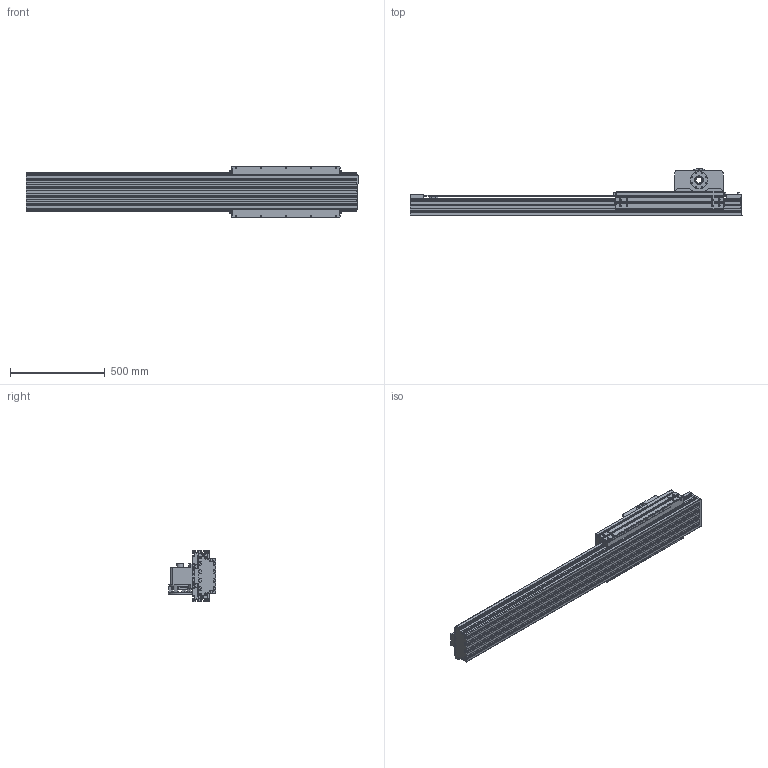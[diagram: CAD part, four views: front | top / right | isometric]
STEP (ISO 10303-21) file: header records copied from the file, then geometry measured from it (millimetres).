
FILE_DESCRIPTION(/* description */ ('STEP AP214','CAx-IF Rec.Pracs.---Representation and Presentation of Product Manufacturing Information (PMI)---4.0---2014-10-13'),/* implementation_level */ '2;1');
FILE_NAME(/* name */ '827.HHL CAD FILE.stp',/* time_stamp */ '2022-07-06T16:48:15+02:00',/* author */ ('Ufficio Tecnico'),/* organization */ (''),/* preprocessor_version */ 'ST-DEVELOPER v18.1',/* originating_system */ 'Autodesk Inventor 2022',/* authorisation */ '');
FILE_SCHEMA (('AP242_MANAGED_MODEL_BASED_3D_ENGINEERING_MIM_LF { 1 0 10303 442 1 1 4 }'));
Products named in the file (7): 827.HHL CAD FILE; Profilo 826.HHL; Carrello 826.HHL; Coperchio 826.HHL; Corpo motore 827.HHL; Flangia riduttore 827.HHL; Calettatore 827.HHL
Assembly tree (6 placements, depth 2):
  827.HHL CAD FILE
    Profilo 826.HHL
    Carrello 826.HHL
    Coperchio 826.HHL
    Corpo motore 827.HHL
    Flangia riduttore 827.HHL
    Calettatore 827.HHL
Bounding box: 1755 x 250.19 x 270 mm (x, y, z)
Volume: 33428403.6 mm3; surface area: 3335034.7 mm2
Topology: 7 solids, 7 shells, 3224 faces, 8892 edges, 5855 vertices
Faces by surface type: plane 2069, cylinder 1012, torus 72, cone 41, sphere 16, bspline 14
Full cylindrical faces by diameter (mm): 4 x4, 5 x4, 5.5 x24, 6 x44, 7 x8, 7.5 x4, 8 x8, 8.5 x40, 9 x12, 9.5 x16, 10.5 x12, 15 x2, 16 x2, 20 x4, 21 x4, 32 x1, 36 x3, 40 x3, 46 x1, 72 x2, 77 x1, 91 x1, 92 x1, 93 x2, 122 x1, 125 x1
Entity records: 107688 total; most frequent: CARTESIAN_POINT 20491, ORIENTED_EDGE 17760, DIRECTION 17669, EDGE_CURVE 8880, LINE 6309, VECTOR 6309, VERTEX_POINT 5855, AXIS2_PLACEMENT_3D 5680
